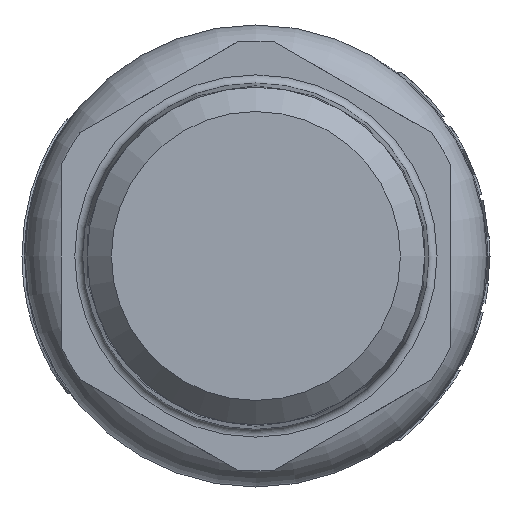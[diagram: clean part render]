
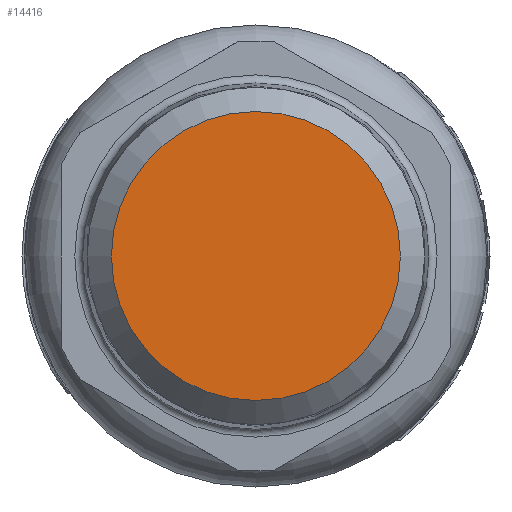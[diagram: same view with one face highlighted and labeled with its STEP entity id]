
A CAD part, left-side view. The second image highlights one B-rep face of the part: STEP entity #14416.
In plain terms, the highlighted planar face has unit normal (-1, 0, 0).
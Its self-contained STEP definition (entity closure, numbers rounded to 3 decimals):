
#1142=CIRCLE('',#15703,8.91);
#1143=CIRCLE('',#15704,8.91);
#3328=FACE_OUTER_BOUND('',#4122,.T.);
#4122=EDGE_LOOP('',(#12523,#12524));
#6251=VERTEX_POINT('',#29685);
#6252=VERTEX_POINT('',#29686);
#8352=EDGE_CURVE('',#6251,#6252,#1142,.T.);
#8353=EDGE_CURVE('',#6252,#6251,#1143,.T.);
#12523=ORIENTED_EDGE('',*,*,#8352,.T.);
#12524=ORIENTED_EDGE('',*,*,#8353,.T.);
#12945=PLANE('',#15702);
#14416=ADVANCED_FACE('',(#3328),#12945,.T.);
#15702=AXIS2_PLACEMENT_3D('',#29684,#18851,#18852);
#15703=AXIS2_PLACEMENT_3D('',#29687,#18853,#18854);
#15704=AXIS2_PLACEMENT_3D('',#29688,#18855,#18856);
#18851=DIRECTION('center_axis',(-1.,0.,0.));
#18852=DIRECTION('ref_axis',(0.,-1.,0.));
#18853=DIRECTION('center_axis',(-1.,0.,0.));
#18854=DIRECTION('ref_axis',(0.,0.,
1.));
#18855=DIRECTION('center_axis',(-1.,0.,0.));
#18856=DIRECTION('ref_axis',(0.,0.,
1.));
#29684=CARTESIAN_POINT('Origin',(-53.217,0.,
10.361));
#29685=CARTESIAN_POINT('',(-53.217,0.,8.91));
#29686=CARTESIAN_POINT('',(-53.217,0.,-8.91));
#29687=CARTESIAN_POINT('Origin',(-53.217,0.,
0.));
#29688=CARTESIAN_POINT('Origin',(-53.217,0.,
0.));
